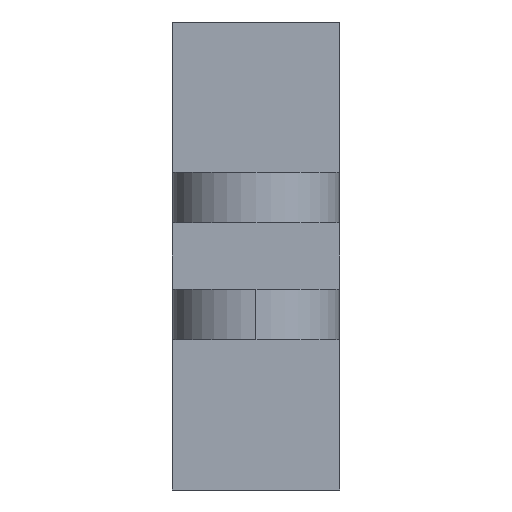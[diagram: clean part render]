
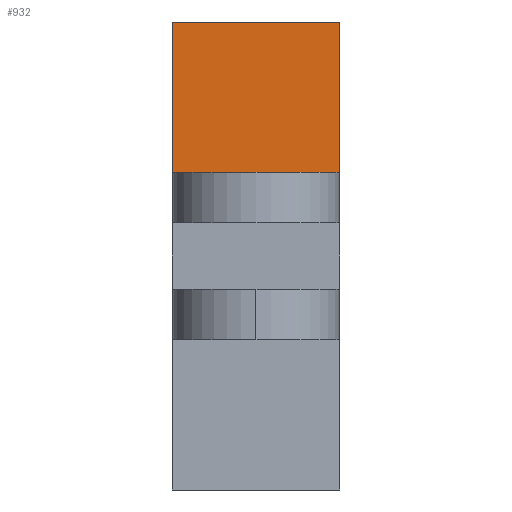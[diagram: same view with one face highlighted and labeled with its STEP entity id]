
A CAD part, left-side view. The second image highlights one B-rep face of the part: STEP entity #932.
In plain terms, the highlighted planar face has unit normal (-1, 0, 0).
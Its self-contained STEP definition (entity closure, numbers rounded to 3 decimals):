
#8 = VERTEX_POINT ( 'NONE', #802 ) ;
#53 = CARTESIAN_POINT ( 'NONE',  ( 25., 10., 10. ) ) ;
#106 = LINE ( 'NONE', #176, #136 ) ;
#119 = EDGE_CURVE ( 'NONE', #8, #824, #655, .T. ) ;
#136 = VECTOR ( 'NONE', #416, 1000. ) ;
#176 = CARTESIAN_POINT ( 'NONE',  ( 25., 0., 3. ) ) ;
#180 = VECTOR ( 'NONE', #984, 1000. ) ;
#247 = EDGE_CURVE ( 'NONE', #824, #919, #514, .T. ) ;
#252 = FACE_OUTER_BOUND ( 'NONE', #460, .T. ) ;
#282 = DIRECTION ( 'NONE',  ( 0., 0., 1. ) ) ;
#298 = ORIENTED_EDGE ( 'NONE', *, *, #886, .F. ) ;
#390 = VECTOR ( 'NONE', #576, 1000. ) ;
#416 = DIRECTION ( 'NONE',  ( 0., 0., -1. ) ) ;
#457 = VERTEX_POINT ( 'NONE', #791 ) ;
#458 = CARTESIAN_POINT ( 'NONE',  ( 25., 0., 19. ) ) ;
#460 = EDGE_LOOP ( 'NONE', ( #1007, #493, #298, #811 ) ) ;
#493 = ORIENTED_EDGE ( 'NONE', *, *, #119, .F. ) ;
#496 = PLANE ( 'NONE',  #934 ) ;
#514 = LINE ( 'NONE', #901, #850 ) ;
#576 = DIRECTION ( 'NONE',  ( 0., 1., 0. ) ) ;
#606 = LINE ( 'NONE', #458, #180 ) ;
#655 = LINE ( 'NONE', #948, #390 ) ;
#740 = EDGE_CURVE ( 'NONE', #457, #919, #606, .T. ) ;
#791 = CARTESIAN_POINT ( 'NONE',  ( 25., 0., 19. ) ) ;
#802 = CARTESIAN_POINT ( 'NONE',  ( 25., 0., 10. ) ) ;
#811 = ORIENTED_EDGE ( 'NONE', *, *, #740, .T. ) ;
#824 = VERTEX_POINT ( 'NONE', #53 ) ;
#850 = VECTOR ( 'NONE', #282, 1000. ) ;
#860 = DIRECTION ( 'NONE',  ( 0., 0., 1. ) ) ;
#879 = CARTESIAN_POINT ( 'NONE',  ( 25., 10., 19. ) ) ;
#886 = EDGE_CURVE ( 'NONE', #457, #8, #106, .T. ) ;
#901 = CARTESIAN_POINT ( 'NONE',  ( 25., 10., 3. ) ) ;
#919 = VERTEX_POINT ( 'NONE', #879 ) ;
#932 = ADVANCED_FACE ( 'NONE', ( #252 ), #496, .T. ) ;
#933 = CARTESIAN_POINT ( 'NONE',  ( 25., -8.544, 3. ) ) ;
#934 = AXIS2_PLACEMENT_3D ( 'NONE', #933, #939, #860 ) ;
#939 = DIRECTION ( 'NONE',  ( -1., 0., 0. ) ) ;
#948 = CARTESIAN_POINT ( 'NONE',  ( 25., 10., 10. ) ) ;
#984 = DIRECTION ( 'NONE',  ( 0., 1., 0. ) ) ;
#1007 = ORIENTED_EDGE ( 'NONE', *, *, #247, .F. ) ;
